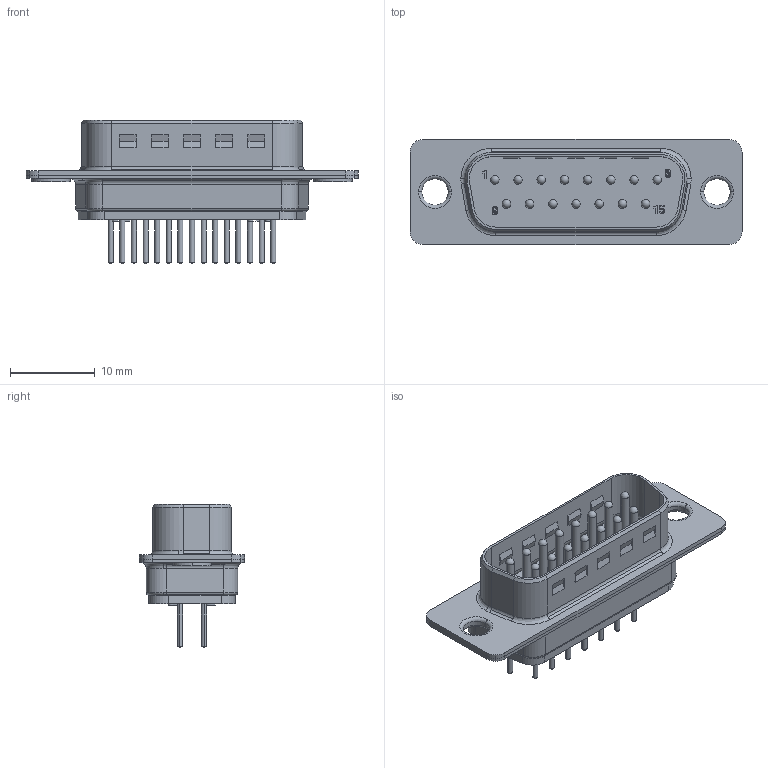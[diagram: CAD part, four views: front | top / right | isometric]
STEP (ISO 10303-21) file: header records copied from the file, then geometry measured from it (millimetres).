
FILE_DESCRIPTION((''),'2;1');
FILE_NAME('DE005409.stp','2007-09-14T08:17:08',('martin.rickli'),(''),'Autodesk Inventor 9','Autodesk Inventor 9','');
FILE_SCHEMA(('AUTOMOTIVE_DESIGN { 1 0 10303 214 1 1 1 1 }'));
Length unit declared in the file: millimetre
Products named in the file (6): 052083; 00032a_15; R+B00056f; R+B00151a; R+B00147; DE002594
Assembly tree (19 placements, depth 2):
  052083
    00032a_15
    R+B00056f  x15
    R+B00151a
    R+B00147
    DE002594
Bounding box: 39.2 x 12.4 x 17 mm (x, y, z)
Volume: 1421.1 mm3; surface area: 4672.3 mm2
Topology: 19 solids, 19 shells, 2773 faces, 6844 edges, 4164 vertices
Faces by surface type: plane 2181, cylinder 303, bspline 154, cone 94, torus 26, sphere 15
Entity records: 23283 total; most frequent: CARTESIAN_POINT 7186, ORIENTED_EDGE 3376, DIRECTION 3305, EDGE_CURVE 1688, AXIS2_PLACEMENT_3D 1193, VERTEX_POINT 1082, VECTOR 919, LINE 919
